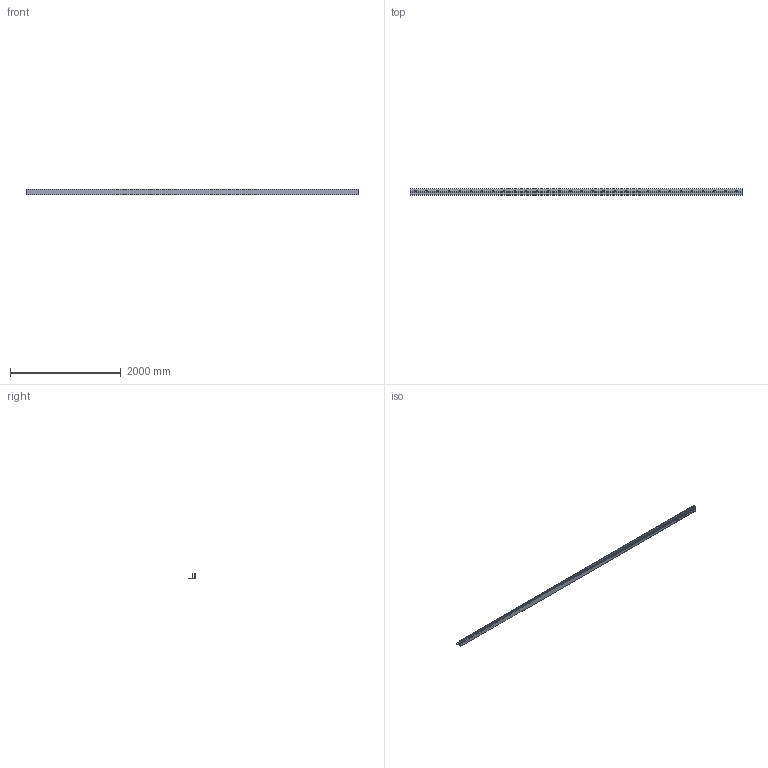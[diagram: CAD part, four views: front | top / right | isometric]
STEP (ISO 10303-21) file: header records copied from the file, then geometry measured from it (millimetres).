
FILE_DESCRIPTION (( 'STEP AP203' ), '1' );
FILE_NAME ('VDE-6000-ROH.step', '2023-12-05T15:12:40', ( '' ), ( '' ), 'SwSTEP 2.0', 'SolidWorks 2018', '' );
FILE_SCHEMA (( 'CONFIG_CONTROL_DESIGN' ));
Length unit declared in the file: millimetre
Products named in the file (1): VDE-6000-ROH
Bounding box: 6000 x 118.89 x 106 mm (x, y, z)
Volume: 18171450.9 mm3; surface area: 4018768 mm2
Topology: 1 solids, 1 shells, 513 faces, 1440 edges, 960 vertices
Faces by surface type: plane 276, bspline 124, cylinder 113
Entity records: 23381 total; most frequent: CARTESIAN_POINT 10566, ORIENTED_EDGE 2880, DIRECTION 2198, EDGE_CURVE 1440, VECTOR 966, LINE 966, VERTEX_POINT 960, AXIS2_PLACEMENT_3D 616
